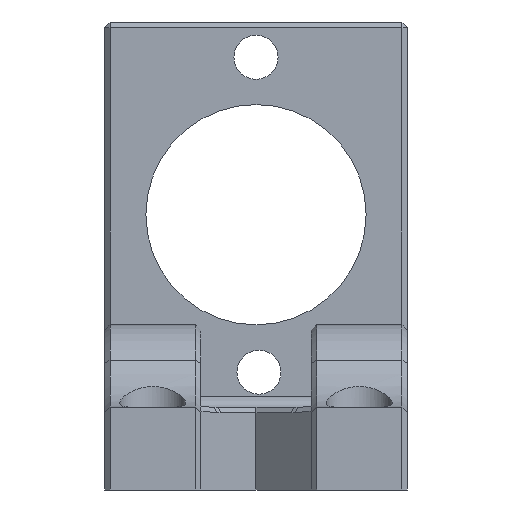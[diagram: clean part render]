
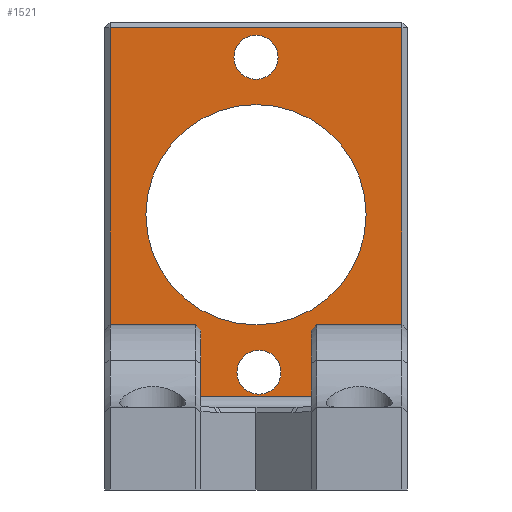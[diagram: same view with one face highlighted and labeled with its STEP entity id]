
A CAD part, left-side view. The second image highlights one B-rep face of the part: STEP entity #1521.
In plain terms, the highlighted planar face has unit normal (-1, 0, 0).
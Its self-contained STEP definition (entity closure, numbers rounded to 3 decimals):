
#88=FACE_BOUND('',#292,.T.);
#89=FACE_BOUND('',#293,.T.);
#90=FACE_BOUND('',#294,.T.);
#129=CIRCLE('',#1648,4.);
#130=CIRCLE('',#1649,20.);
#131=CIRCLE('',#1650,4.);
#201=FACE_OUTER_BOUND('',#291,.T.);
#291=EDGE_LOOP('',(#1268,#1269,#1270,#1271));
#292=EDGE_LOOP('',(#1272));
#293=EDGE_LOOP('',(#1273));
#294=EDGE_LOOP('',(#1274));
#333=LINE('',#2107,#476);
#340=LINE('',#2122,#483);
#346=LINE('',#2132,#489);
#444=LINE('',#2690,#587);
#476=VECTOR('',#1703,10.);
#483=VECTOR('',#1714,10.);
#489=VECTOR('',#1724,10.);
#587=VECTOR('',#1976,10.);
#616=VERTEX_POINT('',#2098);
#619=VERTEX_POINT('',#2105);
#620=VERTEX_POINT('',#2110);
#625=VERTEX_POINT('',#2121);
#735=VERTEX_POINT('',#2700);
#736=VERTEX_POINT('',#2702);
#737=VERTEX_POINT('',#2704);
#757=EDGE_CURVE('',#619,#616,#333,.T.);
#764=EDGE_CURVE('',#620,#625,#340,.T.);
#770=EDGE_CURVE('',#616,#620,#346,.T.);
#929=EDGE_CURVE('',#625,#619,#444,.T.);
#932=EDGE_CURVE('',#735,#735,#129,.T.);
#933=EDGE_CURVE('',#736,#736,#130,.T.);
#934=EDGE_CURVE('',#737,#737,#131,.T.);
#1268=ORIENTED_EDGE('',*,*,#757,.F.);
#1269=ORIENTED_EDGE('',*,*,#929,.F.);
#1270=ORIENTED_EDGE('',*,*,#764,.F.);
#1271=ORIENTED_EDGE('',*,*,#770,.F.);
#1272=ORIENTED_EDGE('',*,*,#932,.T.);
#1273=ORIENTED_EDGE('',*,*,#933,.T.);
#1274=ORIENTED_EDGE('',*,*,#934,.T.);
#1450=PLANE('',#1647);
#1521=ADVANCED_FACE('',(#201,#88,#89,#90),#1450,.T.);
#1647=AXIS2_PLACEMENT_3D('',#2699,#1978,#1979);
#1648=AXIS2_PLACEMENT_3D('',#2701,#1980,#1981);
#1649=AXIS2_PLACEMENT_3D('',#2703,#1982,#1983);
#1650=AXIS2_PLACEMENT_3D('',#2705,#1984,#1985);
#1703=DIRECTION('',(0.,0.,1.));
#1714=DIRECTION('',(0.,0.,-1.));
#1724=DIRECTION('',(0.,-1.,0.));
#1976=DIRECTION('',(0.,1.,0.));
#1978=DIRECTION('center_axis',(-1.,0.,0.));
#1979=DIRECTION('ref_axis',(0.,-1.,0.));
#1980=DIRECTION('center_axis',(1.,0.,0.));
#1981=DIRECTION('ref_axis',(0.,1.,0.));
#1982=DIRECTION('center_axis',(1.,0.,0.));
#1983=DIRECTION('ref_axis',(0.,1.,0.));
#1984=DIRECTION('center_axis',(1.,0.,0.));
#1985=DIRECTION('ref_axis',(0.,1.,0.));
#2098=CARTESIAN_POINT('',(40.,26.5,84.));
#2105=CARTESIAN_POINT('',(40.,26.5,17.));
#2107=CARTESIAN_POINT('',(40.,26.5,0.));
#2110=CARTESIAN_POINT('',(40.,-26.5,84.));
#2121=CARTESIAN_POINT('',(40.,-26.5,17.));
#2122=CARTESIAN_POINT('',(40.,-26.5,0.));
#2132=CARTESIAN_POINT('',(40.,13.75,84.));
#2690=CARTESIAN_POINT('',(40.,0.,17.));
#2699=CARTESIAN_POINT('Origin',(40.,27.5,0.));
#2700=CARTESIAN_POINT('',(40.,-4.,78.6));
#2701=CARTESIAN_POINT('Origin',(40.,0.,78.6));
#2702=CARTESIAN_POINT('',(40.,-20.,50.));
#2703=CARTESIAN_POINT('Origin',(40.,0.,50.));
#2704=CARTESIAN_POINT('',(40.,-4.536,21.403));
#2705=CARTESIAN_POINT('Origin',(40.,-0.536,21.403));
